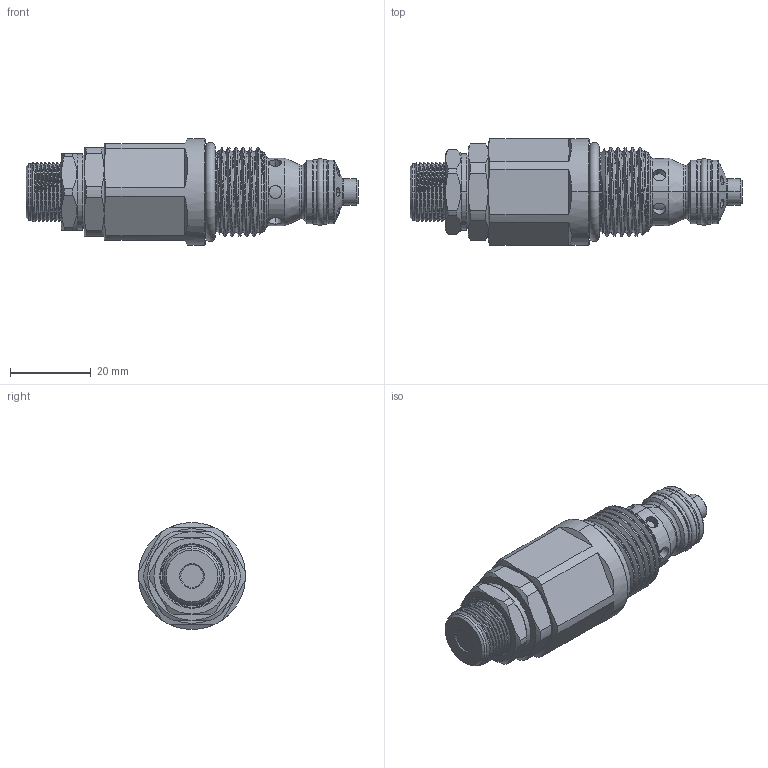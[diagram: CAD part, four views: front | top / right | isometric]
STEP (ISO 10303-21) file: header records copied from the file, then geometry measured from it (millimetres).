
FILE_DESCRIPTION (( 'STEP AP203' ), '1' );
FILE_NAME ('RD10W2S-L.STEP', '2024-06-14T06:19:47', ( '' ), ( '' ), 'SwSTEP 2.0', 'SolidWorks 2018', '' );
FILE_SCHEMA (( 'CONFIG_CONTROL_DESIGN' ));
Length unit declared in the file: millimetre
Products named in the file (1): RD10W2S-L
Bounding box: 82.4 x 26.55 x 26.55 mm (x, y, z)
Volume: 26724.9 mm3; surface area: 7480.4 mm2
Topology: 1 solids, 1 shells, 237 faces, 559 edges, 350 vertices
Faces by surface type: cylinder 102, plane 58, cone 48, torus 20, bspline 9
Entity records: 12359 total; most frequent: CARTESIAN_POINT 7184, ORIENTED_EDGE 1118, DIRECTION 1001, EDGE_CURVE 559, AXIS2_PLACEMENT_3D 411, VERTEX_POINT 350, EDGE_LOOP 263, FACE_OUTER_BOUND 237
